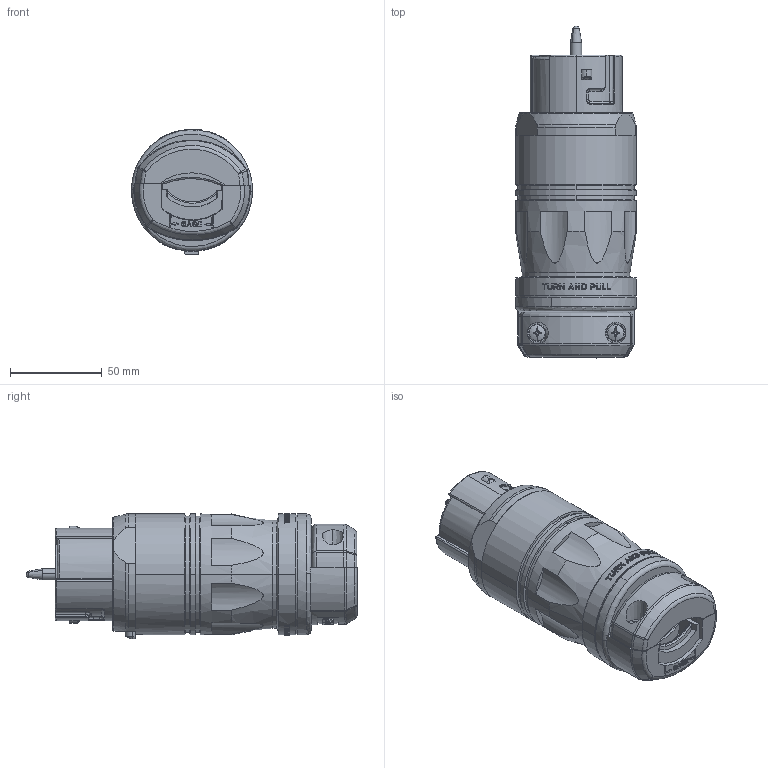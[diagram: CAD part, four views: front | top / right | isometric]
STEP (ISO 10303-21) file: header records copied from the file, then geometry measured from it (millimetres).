
FILE_DESCRIPTION (( 'STEP AP214' ), '1' );
FILE_NAME ('ORC6278-M01.STEP', '2025-04-10T15:02:05', ( '' ), ( '' ), 'SwSTEP 2.0', 'SolidWorks 2024', '' );
FILE_SCHEMA (( 'AUTOMOTIVE_DESIGN' ));
Length unit declared in the file: inch
Products named in the file (1): ORC6278-M01
Bounding box: 65.89 x 180.64 x 68.23 mm (x, y, z)
Volume: 440483.2 mm3; surface area: 86570.5 mm2
Topology: 10 solids, 16 shells, 2596 faces, 7080 edges, 4647 vertices
Faces by surface type: plane 1569, cylinder 548, bspline 295, cone 90, torus 80, sphere 14
Entity records: 104979 total; most frequent: CARTESIAN_POINT 41319, ORIENTED_EDGE 14136, DIRECTION 11906, EDGE_CURVE 7068, VERTEX_POINT 4647, VECTOR 4298, LINE 4298, AXIS2_PLACEMENT_3D 3804
